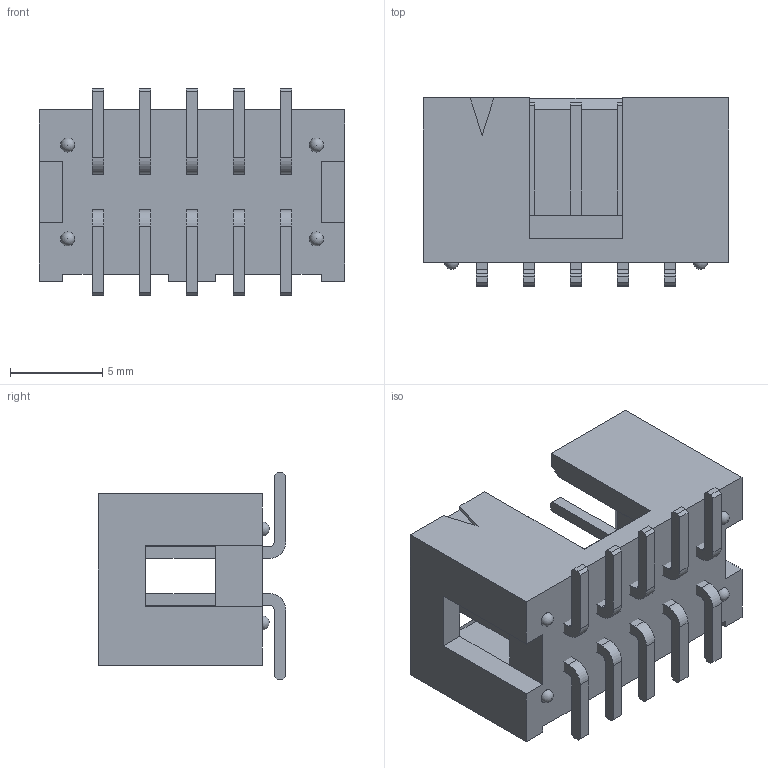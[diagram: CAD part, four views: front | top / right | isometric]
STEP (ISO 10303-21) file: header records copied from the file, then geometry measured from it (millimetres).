
FILE_DESCRIPTION(/* description */ ('STEP AP214'),/* implementation_level */ '2;1');
FILE_NAME(/* name */ 'HTSS-105-01-L-DV',/* time_stamp */ '2023-01-25T19:15:18+01:00',/* author */ ('License CC BY-ND 4.0'),/* organization */ ('CADENAS'),/* preprocessor_version */ 'ST-DEVELOPER v18.102',/* originating_system */ 'PARTsolutions',/* authorisation */ ' ');
FILE_SCHEMA (('AUTOMOTIVE_DESIGN {1 0 10303 214 3 1 1}'));
Length unit declared in the file: inch
Products named in the file (3): HTSS-105-01-L-DV; T-1S6-05-01-DV_HTSS; HTSS-105-01-DV_header
Assembly tree (2 placements, depth 2):
  HTSS-105-01-L-DV
    T-1S6-05-01-DV_HTSS
    HTSS-105-01-DV_header
Bounding box: 16.51 x 10.16 x 11.18 mm (x, y, z)
Volume: 725.2 mm3; surface area: 1370 mm2
Topology: 2 solids, 2 shells, 202 faces, 600 edges, 398 vertices
Faces by surface type: plane 178, cylinder 20, sphere 4
Entity records: 6654 total; most frequent: CARTESIAN_POINT 1183, ORIENTED_EDGE 1176, DIRECTION 1042, EDGE_CURVE 588, LINE 544, VECTOR 544, VERTEX_POINT 390, AXIS2_PLACEMENT_3D 249
